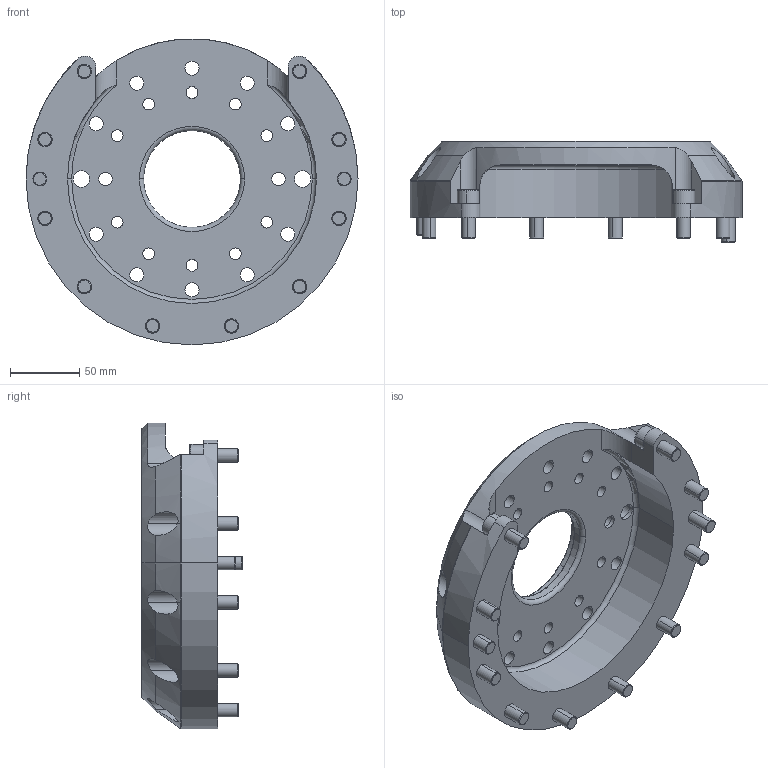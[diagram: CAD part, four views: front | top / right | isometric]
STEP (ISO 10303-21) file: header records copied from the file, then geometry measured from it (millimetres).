
FILE_DESCRIPTION (( 'STEP AP203' ), '1' );
FILE_NAME ('P5501.STEP', '2019-12-04T14:57:38', ( 'admin' ), ( '' ), 'SwSTEP 2.0', 'SolidWorks 2017', '' );
FILE_SCHEMA (( 'CONFIG_CONTROL_DESIGN' ));
Length unit declared in the file: millimetre
Products named in the file (1): P5501
Bounding box: 240 x 73 x 221.17 mm (x, y, z)
Volume: 980095.8 mm3; surface area: 176729.9 mm2
Topology: 14 solids, 14 shells, 382 faces, 897 edges, 562 vertices
Faces by surface type: cylinder 165, plane 124, cone 59, torus 34
Entity records: 11980 total; most frequent: CARTESIAN_POINT 2749, DIRECTION 2042, ORIENTED_EDGE 1786, EDGE_CURVE 893, AXIS2_PLACEMENT_3D 812, VERTEX_POINT 562, EDGE_LOOP 477, CIRCLE 429
